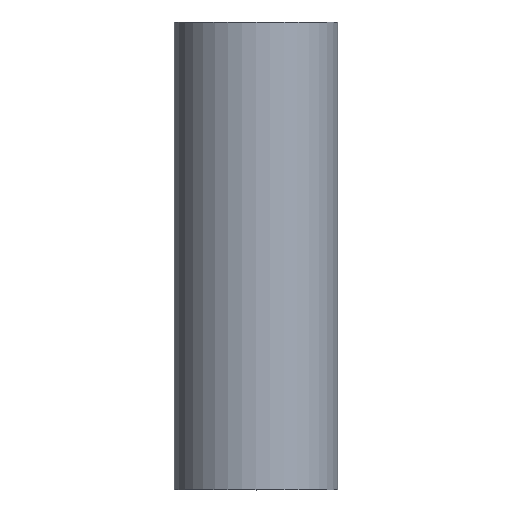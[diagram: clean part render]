
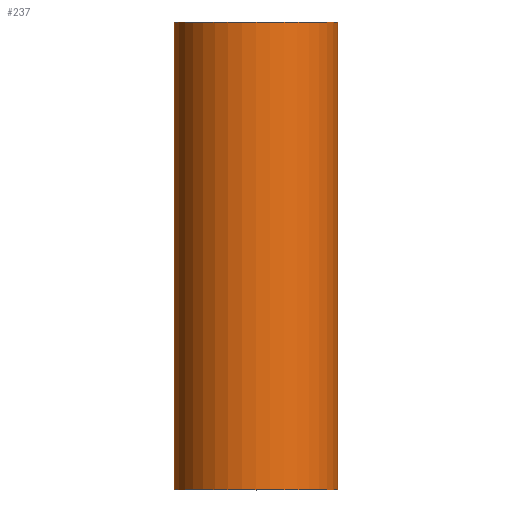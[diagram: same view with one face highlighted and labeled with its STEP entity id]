
A CAD part, top view. The second image highlights one B-rep face of the part: STEP entity #237.
In plain terms, the highlighted cylindrical face has radius 24.15 mm (diameter 48.3 mm), a partial arc.
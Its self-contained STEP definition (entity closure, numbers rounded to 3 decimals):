
#3 = EDGE_CURVE ( 'NONE', #217, #140, #156, .T. ) ;
#10 = EDGE_CURVE ( 'NONE', #224, #140, #150, .T. ) ;
#25 = DIRECTION ( 'NONE',  ( -1., 0., 0. ) ) ;
#35 = DIRECTION ( 'NONE',  ( 0., -1., 0. ) ) ;
#37 = DIRECTION ( 'NONE',  ( -1., 0., 0. ) ) ;
#40 = VECTOR ( 'NONE', #35, 1000. ) ;
#41 = DIRECTION ( 'NONE',  ( 0., 1., 0. ) ) ;
#45 = VERTEX_POINT ( 'NONE', #129 ) ;
#57 = CARTESIAN_POINT ( 'NONE',  ( 24.15, 143., 0. ) ) ;
#65 = CARTESIAN_POINT ( 'NONE',  ( 24.15, 143., 0. ) ) ;
#73 = CARTESIAN_POINT ( 'NONE',  ( -24.15, 143., 0. ) ) ;
#78 = EDGE_LOOP ( 'NONE', ( #168, #82, #117, #207 ) ) ;
#80 = AXIS2_PLACEMENT_3D ( 'NONE', #247, #41, #37 ) ;
#82 = ORIENTED_EDGE ( 'NONE', *, *, #99, .T. ) ;
#95 = CARTESIAN_POINT ( 'NONE',  ( 0., 143., 0. ) ) ;
#98 = CARTESIAN_POINT ( 'NONE',  ( 0., 143., 0. ) ) ;
#99 = EDGE_CURVE ( 'NONE', #45, #217, #208, .T. ) ;
#116 = CARTESIAN_POINT ( 'NONE',  ( -24.15, 5., 0. ) ) ;
#117 = ORIENTED_EDGE ( 'NONE', *, *, #3, .T. ) ;
#129 = CARTESIAN_POINT ( 'NONE',  ( -24.15, 143., 0. ) ) ;
#140 = VERTEX_POINT ( 'NONE', #145 ) ;
#145 = CARTESIAN_POINT ( 'NONE',  ( 24.15, 5., 0. ) ) ;
#150 = LINE ( 'NONE', #57, #40 ) ;
#155 = DIRECTION ( 'NONE',  ( 0., -1., 0. ) ) ;
#156 = CIRCLE ( 'NONE', #80, 24.15 ) ;
#168 = ORIENTED_EDGE ( 'NONE', *, *, #231, .F. ) ;
#175 = DIRECTION ( 'NONE',  ( 0., 1., 0. ) ) ;
#200 = FACE_OUTER_BOUND ( 'NONE', #78, .T. ) ;
#206 = VECTOR ( 'NONE', #228, 1000. ) ;
#207 = ORIENTED_EDGE ( 'NONE', *, *, #10, .F. ) ;
#208 = LINE ( 'NONE', #73, #206 ) ;
#217 = VERTEX_POINT ( 'NONE', #116 ) ;
#224 = VERTEX_POINT ( 'NONE', #65 ) ;
#226 = AXIS2_PLACEMENT_3D ( 'NONE', #98, #155, #233 ) ;
#228 = DIRECTION ( 'NONE',  ( 0., -1., 0. ) ) ;
#230 = CIRCLE ( 'NONE', #246, 24.15 ) ;
#231 = EDGE_CURVE ( 'NONE', #45, #224, #230, .T. ) ;
#232 = CYLINDRICAL_SURFACE ( 'NONE', #226, 24.15 ) ;
#233 = DIRECTION ( 'NONE',  ( 1., 0., 0. ) ) ;
#237 = ADVANCED_FACE ( 'NONE', ( #200 ), #232, .T. ) ;
#246 = AXIS2_PLACEMENT_3D ( 'NONE', #95, #175, #25 ) ;
#247 = CARTESIAN_POINT ( 'NONE',  ( 0., 5., 0. ) ) ;
